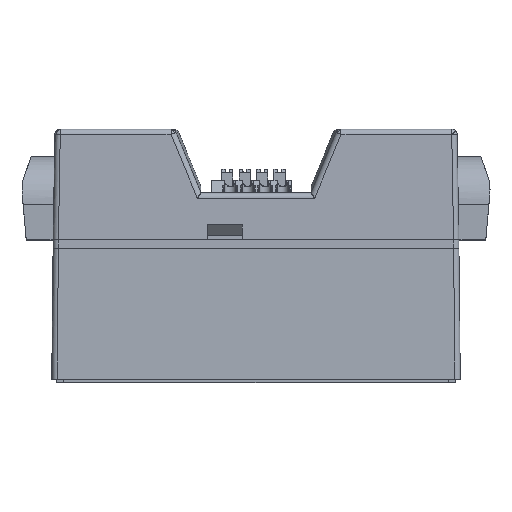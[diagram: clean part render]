
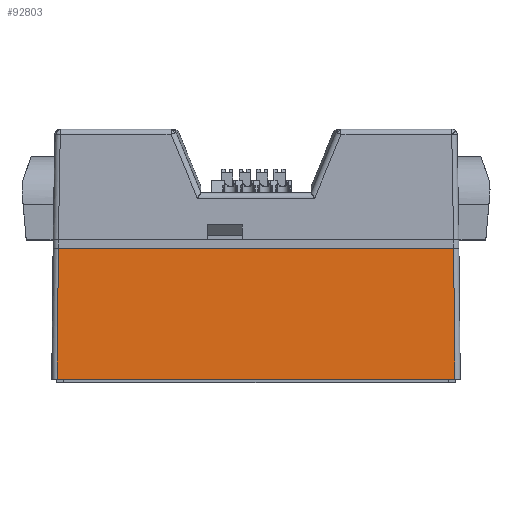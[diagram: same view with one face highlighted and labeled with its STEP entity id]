
A CAD part, top view. The second image highlights one B-rep face of the part: STEP entity #92803.
In plain terms, the highlighted face is planar.
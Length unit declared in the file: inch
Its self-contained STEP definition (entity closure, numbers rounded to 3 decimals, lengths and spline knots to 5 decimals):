
#2928 = CARTESIAN_POINT ( 'NONE',  ( -0.8775, 0.753, -1.11251 ) ) ;
#4935 = ORIENTED_EDGE ( 'NONE', *, *, #7637, .T. ) ;
#7637 = EDGE_CURVE ( 'NONE', #55718, #17082, #38981, .T. ) ;
#9665 = CARTESIAN_POINT ( 'NONE',  ( -0.8775, 0.753, -1.11251 ) ) ;
#11759 = DIRECTION ( 'NONE',  ( 0., 0., 1. ) ) ;
#17082 = VERTEX_POINT ( 'NONE', #161368 ) ;
#20813 = DIRECTION ( 'NONE',  ( -0.031, -0.999, -0.01 ) ) ;
#21389 = LINE ( 'NONE', #88349, #51351 ) ;
#25989 = VERTEX_POINT ( 'NONE', #66397 ) ;
#26801 = CARTESIAN_POINT ( 'NONE',  ( -0.8775, 0.753, -1.13352 ) ) ;
#29303 = CARTESIAN_POINT ( 'NONE',  ( -0.8775, 0.753, -1.13352 ) ) ;
#36387 = CARTESIAN_POINT ( 'NONE',  ( -0.90002, 0.018, 1.12008 ) ) ;
#38981 = LINE ( 'NONE', #9665, #69087 ) ;
#42155 = DIRECTION ( 'NONE',  ( -0.031, -1., 0. ) ) ;
#42517 = VECTOR ( 'NONE', #89442, 39.37008 ) ;
#46539 = LINE ( 'NONE', #26801, #42517 ) ;
#50574 = VECTOR ( 'NONE', #151620, 39.37008 ) ;
#51351 = VECTOR ( 'NONE', #11759, 39.37008 ) ;
#55702 = FACE_OUTER_BOUND ( 'NONE', #102734, .T. ) ;
#55718 = VERTEX_POINT ( 'NONE', #2928 ) ;
#60671 = EDGE_CURVE ( 'NONE', #25989, #55718, #46539, .T. ) ;
#66397 = CARTESIAN_POINT ( 'NONE',  ( -0.8775, 0.753, 1.11251 ) ) ;
#69087 = VECTOR ( 'NONE', #20813, 39.37008 ) ;
#69325 = EDGE_CURVE ( 'NONE', #17082, #102951, #21389, .T. ) ;
#70176 = ORIENTED_EDGE ( 'NONE', *, *, #60671, .T. ) ;
#76181 = CARTESIAN_POINT ( 'NONE',  ( -0.90002, 0.018, 1.12008 ) ) ;
#84657 = LINE ( 'NONE', #36387, #50574 ) ;
#88349 = CARTESIAN_POINT ( 'NONE',  ( -0.90002, 0.018, -1.13352 ) ) ;
#89442 = DIRECTION ( 'NONE',  ( 0., 0., -1. ) ) ;
#92803 = ADVANCED_FACE ( 'NONE', ( #55702 ), #131146, .T. ) ;
#102734 = EDGE_LOOP ( 'NONE', ( #123000, #149213, #70176, #4935 ) ) ;
#102951 = VERTEX_POINT ( 'NONE', #76181 ) ;
#118825 = DIRECTION ( 'NONE',  ( -1., 0.031, 0. ) ) ;
#123000 = ORIENTED_EDGE ( 'NONE', *, *, #69325, .T. ) ;
#127922 = EDGE_CURVE ( 'NONE', #102951, #25989, #84657, .T. ) ;
#131146 = PLANE ( 'NONE',  #136251 ) ;
#136251 = AXIS2_PLACEMENT_3D ( 'NONE', #29303, #118825, #42155 ) ;
#149213 = ORIENTED_EDGE ( 'NONE', *, *, #127922, .T. ) ;
#151620 = DIRECTION ( 'NONE',  ( 0.031, 0.999, -0.01 ) ) ;
#161368 = CARTESIAN_POINT ( 'NONE',  ( -0.90002, 0.018, -1.12008 ) ) ;
